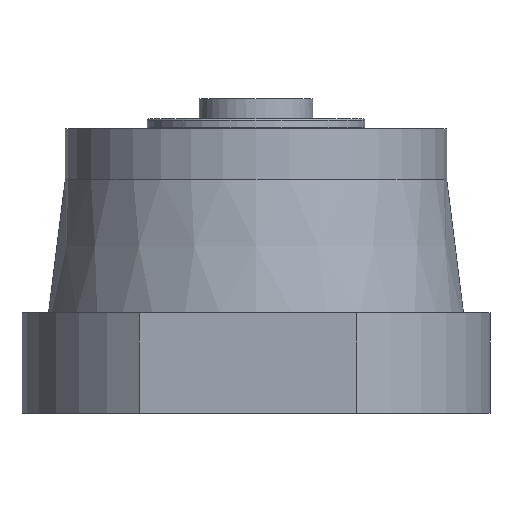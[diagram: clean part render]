
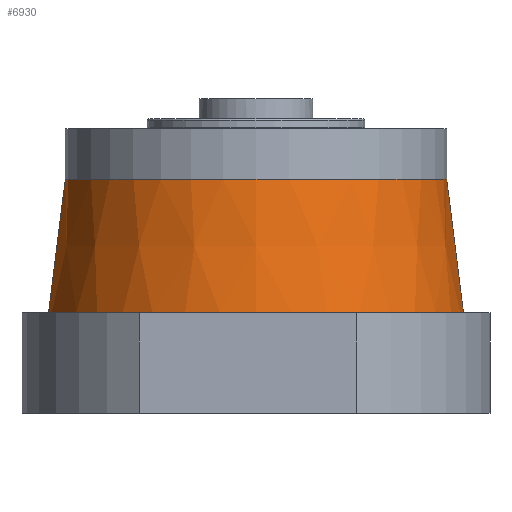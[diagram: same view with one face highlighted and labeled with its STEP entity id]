
A CAD part, front view. The second image highlights one B-rep face of the part: STEP entity #6930.
In plain terms, the highlighted conical face has half-angle 7.125 degrees and reference radius 5.7 mm.
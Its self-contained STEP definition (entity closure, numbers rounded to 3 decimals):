
#534 = DIRECTION ( 'NONE',  ( 0., 0., 1. ) ) ;
#563 = DIRECTION ( 'NONE',  ( -1., 0., 0. ) ) ;
#1375 = CIRCLE ( 'NONE', #2312, 6.2 ) ;
#1394 = LINE ( 'NONE', #1457, #6355 ) ;
#1457 = CARTESIAN_POINT ( 'NONE',  ( -5.7, 0., -1.5 ) ) ;
#1528 = EDGE_CURVE ( 'NONE', #3202, #4212, #1394, .T. ) ;
#2230 = CONICAL_SURFACE ( 'NONE', #3945, 5.7, 0.124 ) ;
#2279 = EDGE_LOOP ( 'NONE', ( #6390, #4362, #3283, #4620 ) ) ;
#2312 = AXIS2_PLACEMENT_3D ( 'NONE', #7485, #3615, #8154 ) ;
#2499 = DIRECTION ( 'NONE',  ( 0., 0., -1. ) ) ;
#2520 = CARTESIAN_POINT ( 'NONE',  ( -6.2, 0., -5.5 ) ) ;
#2527 = CIRCLE ( 'NONE', #5191, 5.7 ) ;
#3202 = VERTEX_POINT ( 'NONE', #7746 ) ;
#3283 = ORIENTED_EDGE ( 'NONE', *, *, #1528, .T. ) ;
#3514 = CARTESIAN_POINT ( 'NONE',  ( 5.7, 0., -1.5 ) ) ;
#3613 = VECTOR ( 'NONE', #8046, 1000. ) ;
#3615 = DIRECTION ( 'NONE',  ( 0., 0., 1. ) ) ;
#3945 = AXIS2_PLACEMENT_3D ( 'NONE', #4463, #2499, #563 ) ;
#4160 = EDGE_CURVE ( 'NONE', #3202, #6466, #2527, .T. ) ;
#4212 = VERTEX_POINT ( 'NONE', #2520 ) ;
#4362 = ORIENTED_EDGE ( 'NONE', *, *, #4160, .F. ) ;
#4422 = CARTESIAN_POINT ( 'NONE',  ( 0., 0., -1.5 ) ) ;
#4463 = CARTESIAN_POINT ( 'NONE',  ( 0., 0., -1.5 ) ) ;
#4620 = ORIENTED_EDGE ( 'NONE', *, *, #5723, .T. ) ;
#5053 = DIRECTION ( 'NONE',  ( 1., 0., 0. ) ) ;
#5191 = AXIS2_PLACEMENT_3D ( 'NONE', #4422, #534, #5053 ) ;
#5723 = EDGE_CURVE ( 'NONE', #4212, #8149, #1375, .T. ) ;
#5913 = CARTESIAN_POINT ( 'NONE',  ( 6.2, 0., -5.5 ) ) ;
#6355 = VECTOR ( 'NONE', #6625, 1000. ) ;
#6390 = ORIENTED_EDGE ( 'NONE', *, *, #7728, .F. ) ;
#6466 = VERTEX_POINT ( 'NONE', #7831 ) ;
#6625 = DIRECTION ( 'NONE',  ( -0.124, 0., -0.992 ) ) ;
#6930 = ADVANCED_FACE ( 'NONE', ( #8003 ), #2230, .T. ) ;
#7039 = LINE ( 'NONE', #3514, #3613 ) ;
#7485 = CARTESIAN_POINT ( 'NONE',  ( 0., 0., -5.5 ) ) ;
#7728 = EDGE_CURVE ( 'NONE', #6466, #8149, #7039, .T. ) ;
#7746 = CARTESIAN_POINT ( 'NONE',  ( -5.7, 0., -1.5 ) ) ;
#7831 = CARTESIAN_POINT ( 'NONE',  ( 5.7, 0., -1.5 ) ) ;
#8003 = FACE_OUTER_BOUND ( 'NONE', #2279, .T. ) ;
#8046 = DIRECTION ( 'NONE',  ( 0.124, 0., -0.992 ) ) ;
#8149 = VERTEX_POINT ( 'NONE', #5913 ) ;
#8154 = DIRECTION ( 'NONE',  ( 1., 0., 0. ) ) ;
